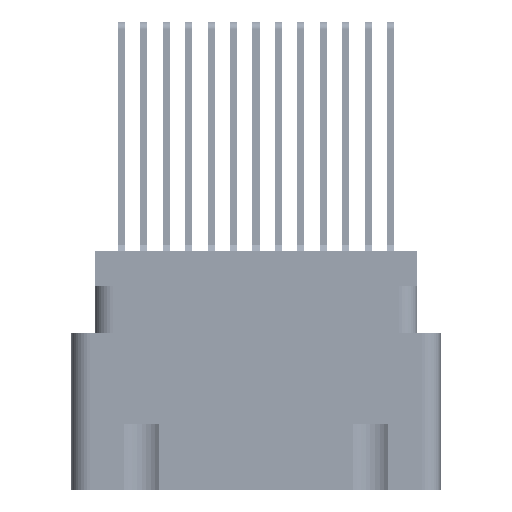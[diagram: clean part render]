
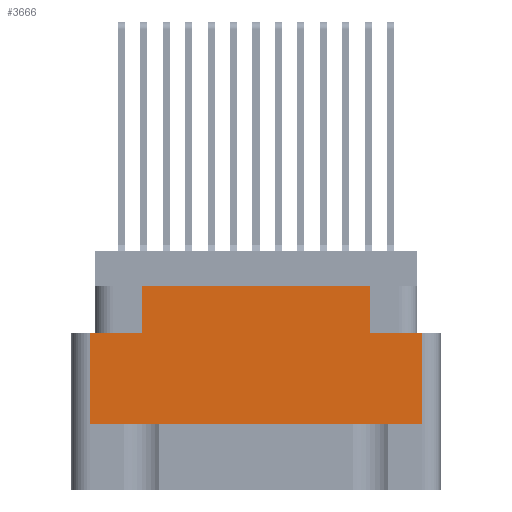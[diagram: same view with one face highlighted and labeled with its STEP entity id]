
A CAD part, left-side view. The second image highlights one B-rep face of the part: STEP entity #3666.
In plain terms, the highlighted planar face has unit normal (-1, 0, 0).
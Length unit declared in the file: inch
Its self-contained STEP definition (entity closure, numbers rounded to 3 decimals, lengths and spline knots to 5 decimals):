
#1551 = EDGE_CURVE ( 'NONE', #45509, #45524, #46465, .T. ) ;
#1900 = CARTESIAN_POINT ( 'NONE',  ( -1.359, -0.555, -0.798 ) ) ;
#3041 = VERTEX_POINT ( 'NONE', #24558 ) ;
#3500 = ORIENTED_EDGE ( 'NONE', *, *, #12797, .T. ) ;
#3666 = ADVANCED_FACE ( 'NONE', ( #4914 ), #9144, .T. ) ;
#3848 = ORIENTED_EDGE ( 'NONE', *, *, #35466, .T. ) ;
#3957 = CARTESIAN_POINT ( 'NONE',  ( -1.359, 0.555, -0.798 ) ) ;
#4914 = FACE_OUTER_BOUND ( 'NONE', #24429, .T. ) ;
#4995 = ORIENTED_EDGE ( 'NONE', *, *, #1551, .T. ) ;
#5362 = CARTESIAN_POINT ( 'NONE',  ( -1.359, -0.555, -0.578 ) ) ;
#6251 = DIRECTION ( 'NONE',  ( 0., 0., 1. ) ) ;
#6601 = EDGE_CURVE ( 'NONE', #51620, #63596, #24161, .T. ) ;
#6827 = ORIENTED_EDGE ( 'NONE', *, *, #40396, .F. ) ;
#7416 = LINE ( 'NONE', #1900, #48447 ) ;
#8372 = LINE ( 'NONE', #26579, #26307 ) ;
#8680 = DIRECTION ( 'NONE',  ( -1., 0., 0. ) ) ;
#9144 = PLANE ( 'NONE',  #66544 ) ;
#9467 = DIRECTION ( 'NONE',  ( 0., 0., -1. ) ) ;
#10797 = VECTOR ( 'NONE', #40164, 39.37008 ) ;
#12797 = EDGE_CURVE ( 'NONE', #45524, #35362, #7416, .T. ) ;
#13268 = DIRECTION ( 'NONE',  ( 0., -1., 0. ) ) ;
#13314 = CARTESIAN_POINT ( 'NONE',  ( -1.359, -0.555, -0.274 ) ) ;
#14727 = CARTESIAN_POINT ( 'NONE',  ( -1.359, 0.3825, -0.274 ) ) ;
#15971 = VECTOR ( 'NONE', #38244, 39.37008 ) ;
#18982 = CARTESIAN_POINT ( 'NONE',  ( -1.359, 0.617, -0.117 ) ) ;
#19143 = ORIENTED_EDGE ( 'NONE', *, *, #49102, .F. ) ;
#19705 = CARTESIAN_POINT ( 'NONE',  ( -1.359, -0.3825, -0.274 ) ) ;
#21461 = CARTESIAN_POINT ( 'NONE',  ( -1.359, 0.3825, -0.117 ) ) ;
#21918 = LINE ( 'NONE', #3957, #48204 ) ;
#23612 = ORIENTED_EDGE ( 'NONE', *, *, #65660, .F. ) ;
#24161 = LINE ( 'NONE', #18982, #15971 ) ;
#24429 = EDGE_LOOP ( 'NONE', ( #6827, #50064, #4995, #3500, #19143, #3848, #54638, #23612 ) ) ;
#24523 = CARTESIAN_POINT ( 'NONE',  ( -1.359, 0., -0.274 ) ) ;
#24558 = CARTESIAN_POINT ( 'NONE',  ( -1.359, -0.3825, -0.274 ) ) ;
#25767 = VECTOR ( 'NONE', #65091, 39.37008 ) ;
#25849 = VECTOR ( 'NONE', #56377, 39.37008 ) ;
#26307 = VECTOR ( 'NONE', #6251, 39.37008 ) ;
#26579 = CARTESIAN_POINT ( 'NONE',  ( -1.359, 0.3825, -0.274 ) ) ;
#26765 = CARTESIAN_POINT ( 'NONE',  ( -1.359, -0.3825, -0.117 ) ) ;
#27684 = CARTESIAN_POINT ( 'NONE',  ( -1.359, 0.555, -0.274 ) ) ;
#27862 = CARTESIAN_POINT ( 'NONE',  ( -1.359, 0., -0.578 ) ) ;
#32469 = VECTOR ( 'NONE', #13268, 39.37008 ) ;
#35362 = VERTEX_POINT ( 'NONE', #13314 ) ;
#35466 = EDGE_CURVE ( 'NONE', #3041, #63596, #66114, .T. ) ;
#38244 = DIRECTION ( 'NONE',  ( 0., -1., 0. ) ) ;
#40164 = DIRECTION ( 'NONE',  ( 0., -1., 0. ) ) ;
#40396 = EDGE_CURVE ( 'NONE', #54969, #46857, #54260, .T. ) ;
#42218 = LINE ( 'NONE', #60489, #25767 ) ;
#43192 = EDGE_CURVE ( 'NONE', #54969, #45509, #21918, .T. ) ;
#45509 = VERTEX_POINT ( 'NONE', #47509 ) ;
#45524 = VERTEX_POINT ( 'NONE', #5362 ) ;
#45762 = DIRECTION ( 'NONE',  ( 0., 0., 1. ) ) ;
#46465 = LINE ( 'NONE', #27862, #32469 ) ;
#46857 = VERTEX_POINT ( 'NONE', #14727 ) ;
#47509 = CARTESIAN_POINT ( 'NONE',  ( -1.359, 0.555, -0.578 ) ) ;
#48204 = VECTOR ( 'NONE', #9467, 39.37008 ) ;
#48447 = VECTOR ( 'NONE', #55051, 39.37008 ) ;
#49102 = EDGE_CURVE ( 'NONE', #3041, #35362, #42218, .T. ) ;
#50064 = ORIENTED_EDGE ( 'NONE', *, *, #43192, .T. ) ;
#50147 = CARTESIAN_POINT ( 'NONE',  ( -1.359, -0.617, -0.798 ) ) ;
#51620 = VERTEX_POINT ( 'NONE', #21461 ) ;
#54260 = LINE ( 'NONE', #24523, #10797 ) ;
#54638 = ORIENTED_EDGE ( 'NONE', *, *, #6601, .F. ) ;
#54969 = VERTEX_POINT ( 'NONE', #27684 ) ;
#55051 = DIRECTION ( 'NONE',  ( 0., 0., 1. ) ) ;
#56377 = DIRECTION ( 'NONE',  ( 0., 0., 1. ) ) ;
#60489 = CARTESIAN_POINT ( 'NONE',  ( -1.359, 0., -0.274 ) ) ;
#63596 = VERTEX_POINT ( 'NONE', #26765 ) ;
#65091 = DIRECTION ( 'NONE',  ( 0., -1., 0. ) ) ;
#65660 = EDGE_CURVE ( 'NONE', #46857, #51620, #8372, .T. ) ;
#66114 = LINE ( 'NONE', #19705, #25849 ) ;
#66544 = AXIS2_PLACEMENT_3D ( 'NONE', #50147, #8680, #45762 ) ;
